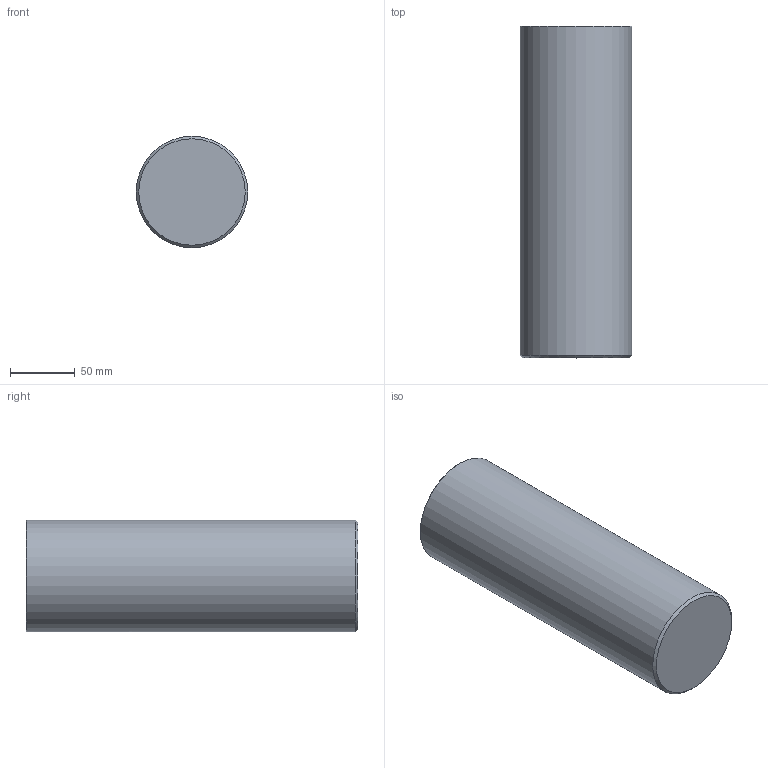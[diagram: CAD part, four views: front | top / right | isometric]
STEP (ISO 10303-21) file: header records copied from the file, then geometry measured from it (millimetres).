
FILE_DESCRIPTION(/* description */ (''),/* implementation_level */ '2;1');
FILE_NAME(/* name */ 'cannister.stp',/* time_stamp */ '2025-02-18T22:32:33+01:00',/* author */ ('Adi'),/* organization */ (''),/* preprocessor_version */ 'ST-DEVELOPER v19',/* originating_system */ 'Autodesk Inventor 2023',/* authorisation */ '');
FILE_SCHEMA (('AUTOMOTIVE_DESIGN { 1 0 10303 214 3 1 1 }'));
Length unit declared in the file: millimetre
Products named in the file (1): cannister
Bounding box: 86.1 x 256 x 86.1 mm (x, y, z)
Volume: 322489.5 mm3; surface area: 140814.7 mm2
Topology: 1 solids, 1 shells, 11 faces, 29 edges, 19 vertices
Faces by surface type: cylinder 3, plane 3, cone 3, torus 1, bspline 1
Full cylindrical faces by diameter (mm): 3.95 x1, 77.1 x1, 86.1 x1
Entity records: 604 total; most frequent: CARTESIAN_POINT 286, ORIENTED_EDGE 58, DIRECTION 57, EDGE_CURVE 29, AXIS2_PLACEMENT_3D 24, VERTEX_POINT 19, CIRCLE 13, EDGE_LOOP 12
